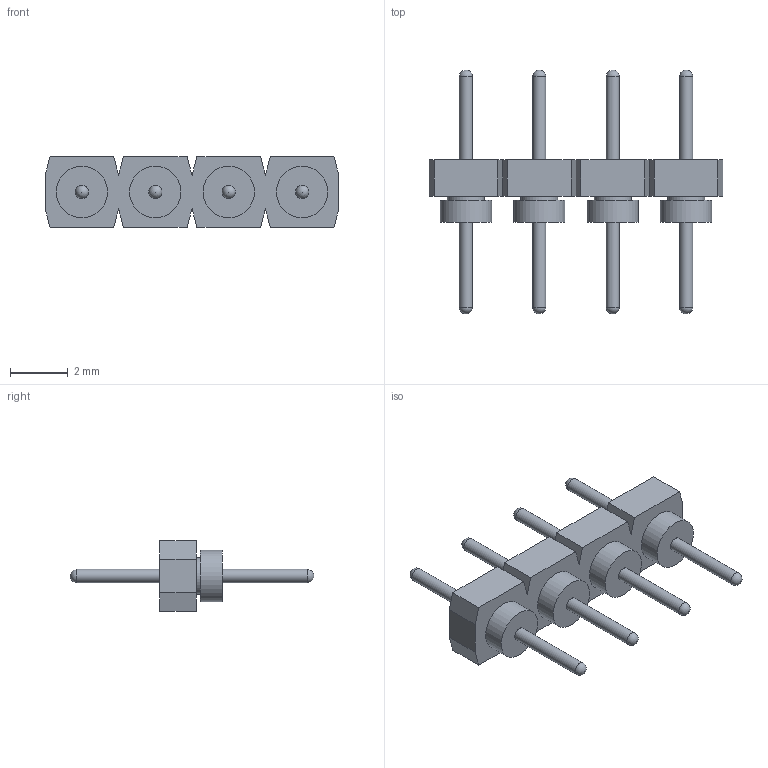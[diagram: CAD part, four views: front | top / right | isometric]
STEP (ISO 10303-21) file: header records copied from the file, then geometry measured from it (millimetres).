
FILE_DESCRIPTION( ( 'STEP AP214' ), ' ' );
FILE_NAME( 'BBL-104-G-F.stp', '2018-01-19T01:02:43', ( '' ), ( '' ), ' ', 'PARTsolutions', ' ' );
FILE_SCHEMA( ( 'AUTOMOTIVE_DESIGN { 1 0 10303 214 1 1 1 1 }' ) );
Length unit declared in the file: inch
Products named in the file (3): BBL-104-G-F; _BBL-104-G-F_socket; _BBL-104-G-F_pins
Assembly tree (5 placements, depth 2):
  BBL-104-G-F
    _BBL-104-G-F_socket
    _BBL-104-G-F_pins  x4
Bounding box: 10.16 x 8.43 x 2.44 mm (x, y, z)
Volume: 42.3 mm3; surface area: 189.8 mm2
Topology: 5 solids, 5 shells, 68 faces, 166 edges, 112 vertices
Faces by surface type: plane 40, cylinder 20, sphere 8
Full cylindrical faces by diameter (mm): 0.457 x8, 1.27 x8, 1.778 x4
Entity records: 1602 total; most frequent: CARTESIAN_POINT 211, DIRECTION 204, ORIENTED_EDGE 188, EDGE_CURVE 94, LINE 78, VECTOR 78, VERTEX_POINT 70, AXIS2_PLACEMENT_3D 63
